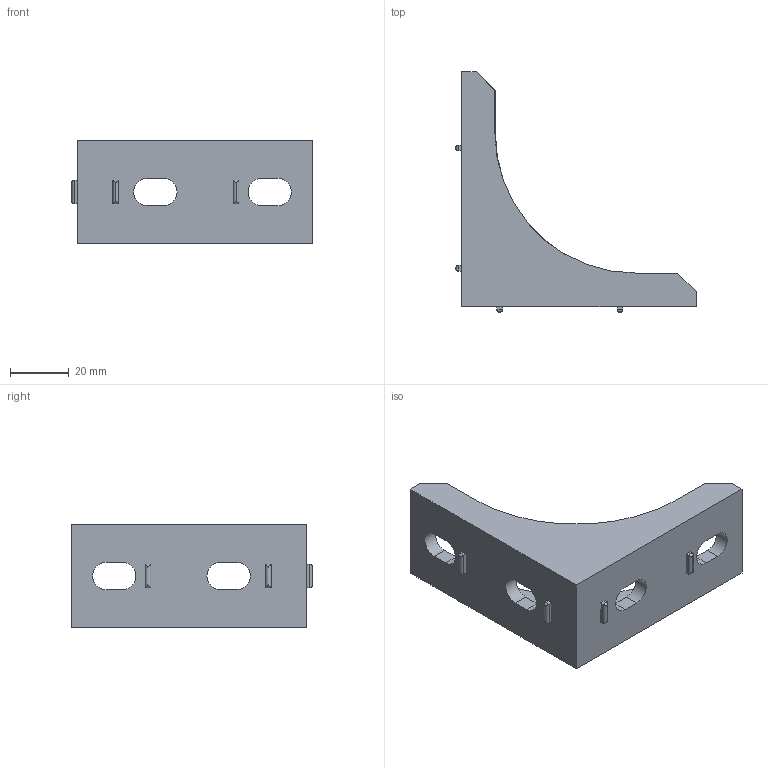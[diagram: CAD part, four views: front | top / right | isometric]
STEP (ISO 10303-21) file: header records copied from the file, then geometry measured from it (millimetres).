
FILE_DESCRIPTION((''),'2;1');
FILE_NAME('DCB8035-8.stp','2009-08-31T16:22:46',('Administrator'),(''),'Autodesk Inventor 2008','Autodesk Inventor 2008','');
FILE_SCHEMA(('AUTOMOTIVE_DESIGN { 1 0 10303 214 1 1 1 1 }'));
Length unit declared in the file: millimetre
Products named in the file (1): DCB8035-8
Bounding box: 82 x 82 x 35 mm (x, y, z)
Volume: 38515.2 mm3; surface area: 17909.2 mm2
Topology: 1 solids, 1 shells, 68 faces, 166 edges, 104 vertices
Faces by surface type: plane 44, cylinder 24
Entity records: 2008 total; most frequent: DIRECTION 340, CARTESIAN_POINT 339, ORIENTED_EDGE 332, EDGE_CURVE 166, VECTOR 130, LINE 130, AXIS2_PLACEMENT_3D 105, VERTEX_POINT 104
